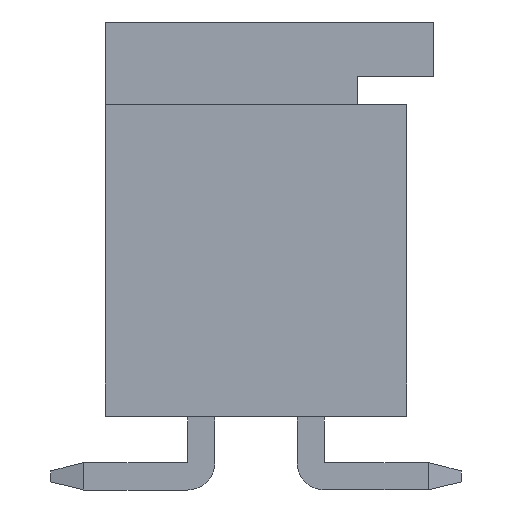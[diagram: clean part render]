
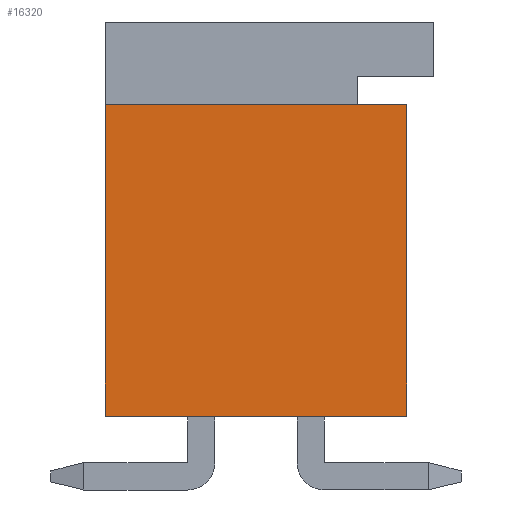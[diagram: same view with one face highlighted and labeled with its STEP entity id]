
A CAD part, front view. The second image highlights one B-rep face of the part: STEP entity #16320.
In plain terms, the highlighted face is planar.
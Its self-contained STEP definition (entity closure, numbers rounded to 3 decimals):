
#976=ORIENTED_EDGE('',*,*,#4043,.F.);
#977=ORIENTED_EDGE('',*,*,#3565,.F.);
#978=ORIENTED_EDGE('',*,*,#4044,.T.);
#979=ORIENTED_EDGE('',*,*,#4045,.T.);
#3565=EDGE_CURVE('',#5247,#5248,#6277,.T.);
#4043=EDGE_CURVE('',#5248,#5546,#6755,.T.);
#4044=EDGE_CURVE('',#5247,#5547,#6756,.T.);
#4045=EDGE_CURVE('',#5547,#5546,#6757,.T.);
#5247=VERTEX_POINT('',#20810);
#5248=VERTEX_POINT('',#20812);
#5546=VERTEX_POINT('',#21752);
#5547=VERTEX_POINT('',#21754);
#6277=LINE('',#20811,#7919);
#6755=LINE('',#21751,#8397);
#6756=LINE('',#21753,#8398);
#6757=LINE('',#21755,#8399);
#7919=VECTOR('',#17685,1000.);
#8397=VECTOR('',#18491,1000.);
#8398=VECTOR('',#18492,1000.);
#8399=VECTOR('',#18493,1000.);
#9665=EDGE_LOOP('',(#976,#977,#978,#979));
#10367=FACE_BOUND('',#9665,.T.);
#11050=PLANE('',#16988);
#16320=ADVANCED_FACE('',(#10367),#11050,.T.);
#16988=AXIS2_PLACEMENT_3D('',#21750,#18489,#18490);
#17685=DIRECTION('',(0.,1.,0.));
#18489=DIRECTION('',(1.,0.,0.));
#18490=DIRECTION('',(0.,0.,-1.));
#18491=DIRECTION('',(0.,0.,-1.));
#18492=DIRECTION('',(0.,0.,-1.));
#18493=DIRECTION('',(0.,1.,0.));
#20810=CARTESIAN_POINT('',(13.625,-2.75,2.85));
#20811=CARTESIAN_POINT('',(13.625,-2.75,2.85));
#20812=CARTESIAN_POINT('',(13.625,2.75,2.85));
#21750=CARTESIAN_POINT('',(13.625,-2.75,2.85));
#21751=CARTESIAN_POINT('',(13.625,2.75,2.85));
#21752=CARTESIAN_POINT('',(13.625,2.75,-2.85));
#21753=CARTESIAN_POINT('',(13.625,-2.75,2.85));
#21754=CARTESIAN_POINT('',(13.625,-2.75,-2.85));
#21755=CARTESIAN_POINT('',(13.625,-2.75,-2.85));
